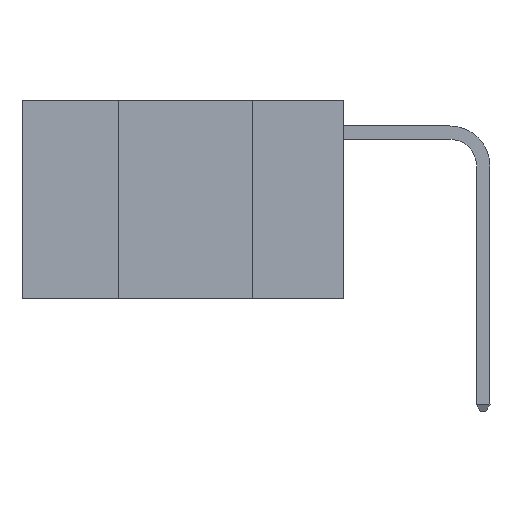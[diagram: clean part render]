
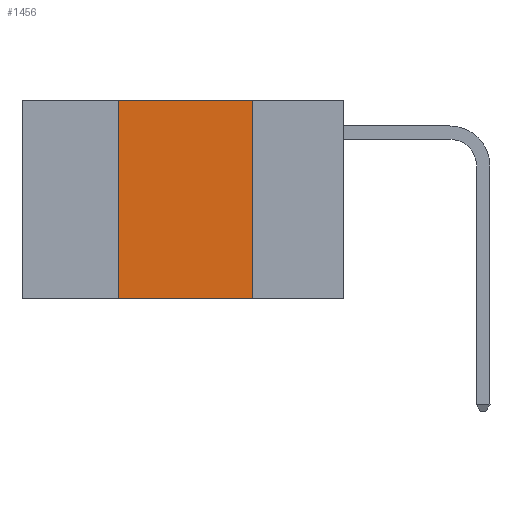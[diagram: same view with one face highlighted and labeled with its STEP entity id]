
A CAD part, left-side view. The second image highlights one B-rep face of the part: STEP entity #1456.
In plain terms, the highlighted planar face has unit normal (-1, 0, 0).
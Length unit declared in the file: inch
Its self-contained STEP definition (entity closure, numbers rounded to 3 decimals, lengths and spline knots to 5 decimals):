
#1456 = ADVANCED_FACE ( 'NONE', ( #10261 ), #16043, .F. ) ;
#1553 = CARTESIAN_POINT ( 'NONE',  ( 0., 0.17, 0. ) ) ;
#1972 = DIRECTION ( 'NONE',  ( 0., 0., 1. ) ) ;
#2030 = VERTEX_POINT ( 'NONE', #1553 ) ;
#2167 = LINE ( 'NONE', #9459, #12551 ) ;
#2690 = CARTESIAN_POINT ( 'NONE',  ( 0., 0.42, -0.37 ) ) ;
#2779 = DIRECTION ( 'NONE',  ( 0., 0., -1. ) ) ;
#3891 = CARTESIAN_POINT ( 'NONE',  ( 0., 0.6, 0. ) ) ;
#4875 = EDGE_LOOP ( 'NONE', ( #15362, #16678, #9860, #8771 ) ) ;
#5513 = VERTEX_POINT ( 'NONE', #14132 ) ;
#6626 = AXIS2_PLACEMENT_3D ( 'NONE', #3891, #13351, #2779 ) ;
#8174 = VECTOR ( 'NONE', #17007, 39.37008 ) ;
#8362 = VECTOR ( 'NONE', #17785, 39.37008 ) ;
#8771 = ORIENTED_EDGE ( 'NONE', *, *, #11888, .T. ) ;
#8923 = EDGE_CURVE ( 'NONE', #16894, #2030, #14817, .T. ) ;
#9459 = CARTESIAN_POINT ( 'NONE',  ( 0., 0.42, 0. ) ) ;
#9860 = ORIENTED_EDGE ( 'NONE', *, *, #13606, .F. ) ;
#10261 = FACE_OUTER_BOUND ( 'NONE', #4875, .T. ) ;
#11178 = VECTOR ( 'NONE', #17708, 39.37008 ) ;
#11888 = EDGE_CURVE ( 'NONE', #13343, #5513, #13302, .T. ) ;
#12551 = VECTOR ( 'NONE', #1972, 39.37008 ) ;
#13302 = LINE ( 'NONE', #14899, #8362 ) ;
#13343 = VERTEX_POINT ( 'NONE', #2690 ) ;
#13351 = DIRECTION ( 'NONE',  ( 1., 0., 0. ) ) ;
#13606 = EDGE_CURVE ( 'NONE', #13343, #16894, #2167, .T. ) ;
#14132 = CARTESIAN_POINT ( 'NONE',  ( 0., 0.17, -0.37 ) ) ;
#14218 = LINE ( 'NONE', #17301, #8174 ) ;
#14817 = LINE ( 'NONE', #19207, #11178 ) ;
#14899 = CARTESIAN_POINT ( 'NONE',  ( 0., 0.6, -0.37 ) ) ;
#15362 = ORIENTED_EDGE ( 'NONE', *, *, #18152, .F. ) ;
#16043 = PLANE ( 'NONE',  #6626 ) ;
#16199 = CARTESIAN_POINT ( 'NONE',  ( 0., 0.42, 0. ) ) ;
#16678 = ORIENTED_EDGE ( 'NONE', *, *, #8923, .F. ) ;
#16894 = VERTEX_POINT ( 'NONE', #16199 ) ;
#17007 = DIRECTION ( 'NONE',  ( 0., 0., -1. ) ) ;
#17301 = CARTESIAN_POINT ( 'NONE',  ( 0., 0.17, 0. ) ) ;
#17708 = DIRECTION ( 'NONE',  ( 0., -1., 0. ) ) ;
#17785 = DIRECTION ( 'NONE',  ( 0., -1., 0. ) ) ;
#18152 = EDGE_CURVE ( 'NONE', #2030, #5513, #14218, .T. ) ;
#19207 = CARTESIAN_POINT ( 'NONE',  ( 0., 0.6, 0. ) ) ;
